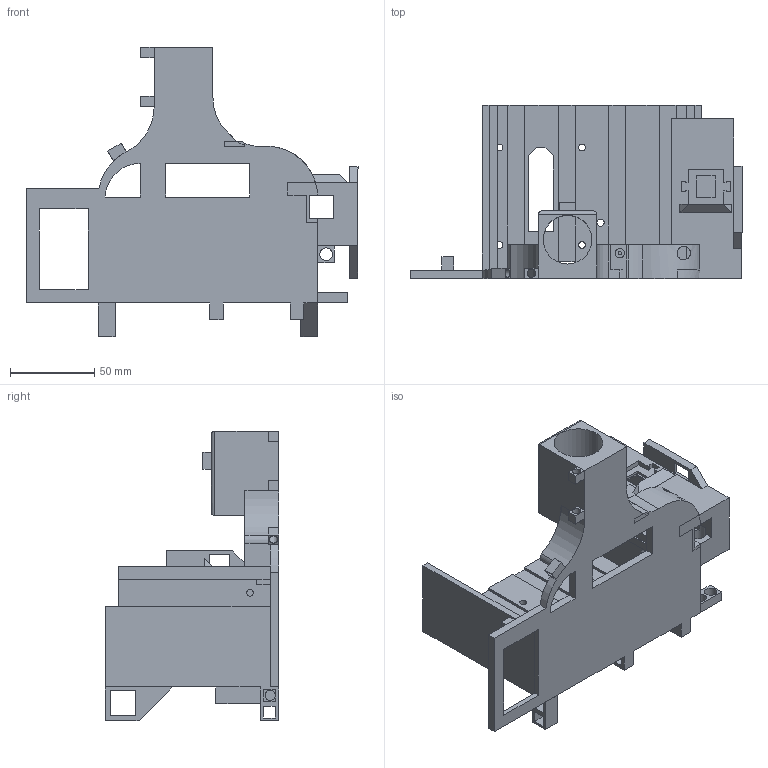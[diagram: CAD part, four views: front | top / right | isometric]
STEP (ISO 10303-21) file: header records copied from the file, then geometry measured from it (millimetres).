
FILE_DESCRIPTION(/* description */ (''),/* implementation_level */ '2;1');
FILE_NAME(/* name */ 'Phenobottle Main Frame.step',/* time_stamp */ '2020-09-05T20:57:14+10:00',/* author */ (''),/* organization */ (''),/* preprocessor_version */ 'ST-DEVELOPER v18.1',/* originating_system */ 'Autodesk Translation Framework v9.3.0.1241',/* authorisation */ '');
FILE_SCHEMA (('AUTOMOTIVE_DESIGN { 1 0 10303 214 3 1 1 }'));
Length unit declared in the file: millimetre
Products named in the file (5): Phenobottle Main Frame; OD Emitter Module; Light Enclosure; FluroHolder; OD Detector Module
Assembly tree (4 placements, depth 2):
  Phenobottle Main Frame
    OD Emitter Module
    Light Enclosure
    FluroHolder
    OD Detector Module
Bounding box: 197.48 x 103 x 172 mm (x, y, z)
Volume: 279562.3 mm3; surface area: 143957 mm2
Topology: 8 solids, 8 shells, 570 faces, 1572 edges, 1041 vertices
Faces by surface type: plane 379, bspline 145, cylinder 45, cone 1
Full cylindrical faces by diameter (mm): 2 x1, 4 x5, 4.3 x4, 4.5 x1, 5 x3, 5.25 x1, 5.5 x2, 6 x1, 7.5 x3, 8 x2, 9 x1, 12 x1, 29 x1
Entity records: 19638 total; most frequent: CARTESIAN_POINT 5735, ORIENTED_EDGE 3144, DIRECTION 2235, EDGE_CURVE 1572, LINE 1187, VECTOR 1187, VERTEX_POINT 1041, EDGE_LOOP 667
